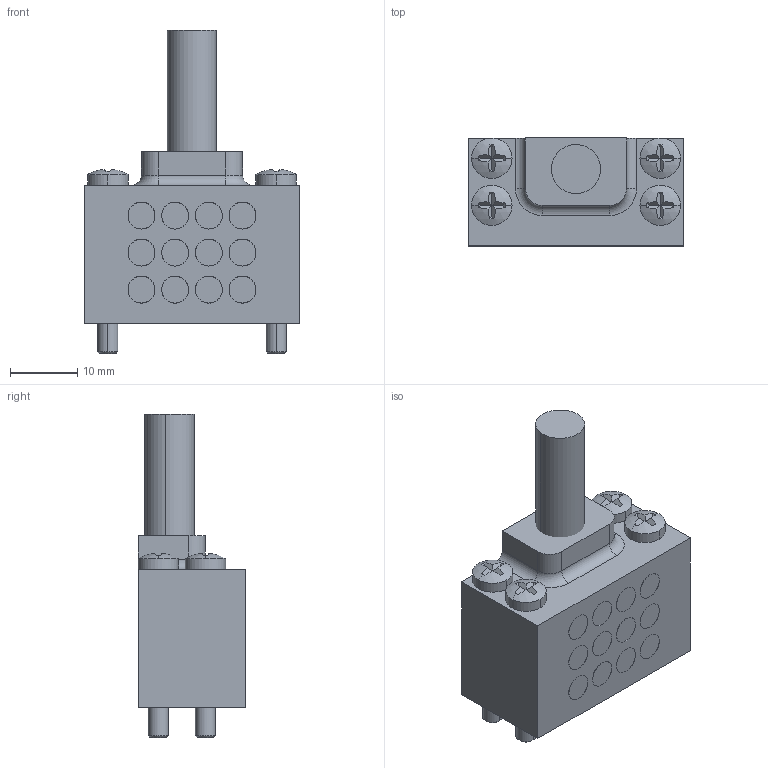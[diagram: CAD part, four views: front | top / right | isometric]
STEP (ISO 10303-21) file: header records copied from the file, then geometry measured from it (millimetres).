
FILE_DESCRIPTION (( 'STEP AP203' ), '1' );
FILE_NAME ('P1132.STEP', '2018-11-28T16:23:19', ( '' ), ( '' ), 'SwSTEP 2.0', 'SolidWorks 2017', '' );
FILE_SCHEMA (( 'CONFIG_CONTROL_DESIGN' ));
Length unit declared in the file: millimetre
Products named in the file (1): P1132
Bounding box: 32 x 16 x 48 mm (x, y, z)
Volume: 15553.3 mm3; surface area: 7399.5 mm2
Topology: 19 solids, 19 shells, 247 faces, 511 edges, 330 vertices
Faces by surface type: plane 126, cylinder 103, sphere 8, cone 8, torus 2
Entity records: 6678 total; most frequent: DIRECTION 1295, CARTESIAN_POINT 1089, ORIENTED_EDGE 1022, AXIS2_PLACEMENT_3D 536, EDGE_CURVE 511, VERTEX_POINT 330, CIRCLE 288, EDGE_LOOP 275
